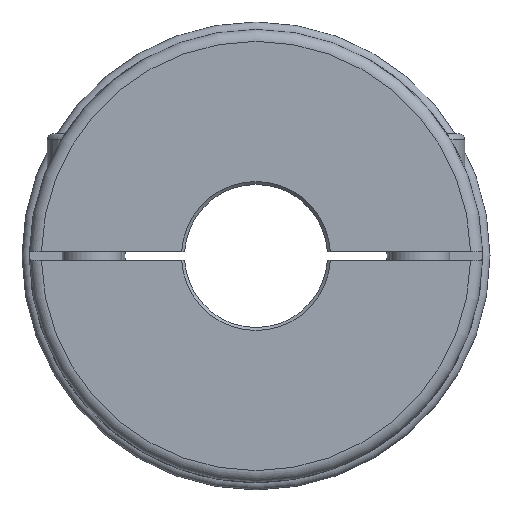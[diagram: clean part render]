
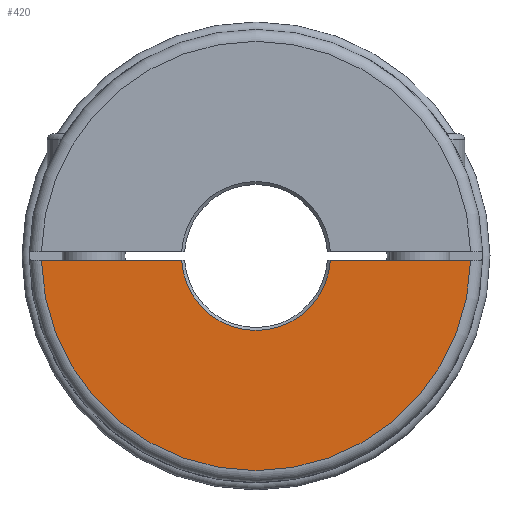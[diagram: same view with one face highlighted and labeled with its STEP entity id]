
A CAD part, left-side view. The second image highlights one B-rep face of the part: STEP entity #420.
In plain terms, the highlighted planar face has unit normal (-1, 0, 0).
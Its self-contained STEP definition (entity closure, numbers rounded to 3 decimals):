
#420 = ADVANCED_FACE( '', ( #972 ), #973, .T. );
#972 = FACE_OUTER_BOUND( '', #1657, .T. );
#973 = PLANE( '', #1658 );
#1657 = EDGE_LOOP( '', ( #2763, #2764, #2765, #2766 ) );
#1658 = AXIS2_PLACEMENT_3D( '', #2767, #2768, #2769 );
#2763 = ORIENTED_EDGE( '', *, *, #3736, .F. );
#2764 = ORIENTED_EDGE( '', *, *, #3681, .T. );
#2765 = ORIENTED_EDGE( '', *, *, #3737, .F. );
#2766 = ORIENTED_EDGE( '', *, *, #3738, .T. );
#2767 = CARTESIAN_POINT( '', ( 0., 0., 15. ) );
#2768 = DIRECTION( '', ( -1., 0., 0. ) );
#2769 = DIRECTION( '', ( 0., 0., 1. ) );
#3681 = EDGE_CURVE( '', #4385, #4383, #4386, .F. );
#3736 = EDGE_CURVE( '', #4385, #4453, #4454, .T. );
#3737 = EDGE_CURVE( '', #4455, #4383, #4456, .T. );
#3738 = EDGE_CURVE( '', #4455, #4453, #4457, .T. );
#4383 = VERTEX_POINT( '', #6030 );
#4385 = VERTEX_POINT( '', #6035 );
#4386 = CIRCLE( '', #6036, 25. );
#4453 = VERTEX_POINT( '', #6120 );
#4454 = LINE( '', #6121, #6122 );
#4455 = VERTEX_POINT( '', #6123 );
#4456 = LINE( '', #6124, #6125 );
#4457 = CIRCLE( '', #6126, 72. );
#6030 = CARTESIAN_POINT( '', ( 0., 24.955, -1.5 ) );
#6035 = CARTESIAN_POINT( '', ( 0., -24.955, -1.5 ) );
#6036 = AXIS2_PLACEMENT_3D( '', #6970, #6971, #6972 );
#6120 = CARTESIAN_POINT( '', ( 0., -71.984, -1.5 ) );
#6121 = CARTESIAN_POINT( '', ( 0., 0., -1.5 ) );
#6122 = VECTOR( '', #7038, 1000. );
#6123 = CARTESIAN_POINT( '', ( 0., 71.984, -1.5 ) );
#6124 = CARTESIAN_POINT( '', ( 0., 0., -1.5 ) );
#6125 = VECTOR( '', #7039, 1000. );
#6126 = AXIS2_PLACEMENT_3D( '', #7040, #7041, #7042 );
#6970 = CARTESIAN_POINT( '', ( 0., 0., 0. ) );
#6971 = DIRECTION( '', ( -1., 0., 0. ) );
#6972 = DIRECTION( '', ( 0., 0., 1. ) );
#7038 = DIRECTION( '', ( 0., -1., 0. ) );
#7039 = DIRECTION( '', ( 0., -1., 0. ) );
#7040 = CARTESIAN_POINT( '', ( 0., 0., 0. ) );
#7041 = DIRECTION( '', ( -1., 0., 0. ) );
#7042 = DIRECTION( '', ( 0., 0., 1. ) );
